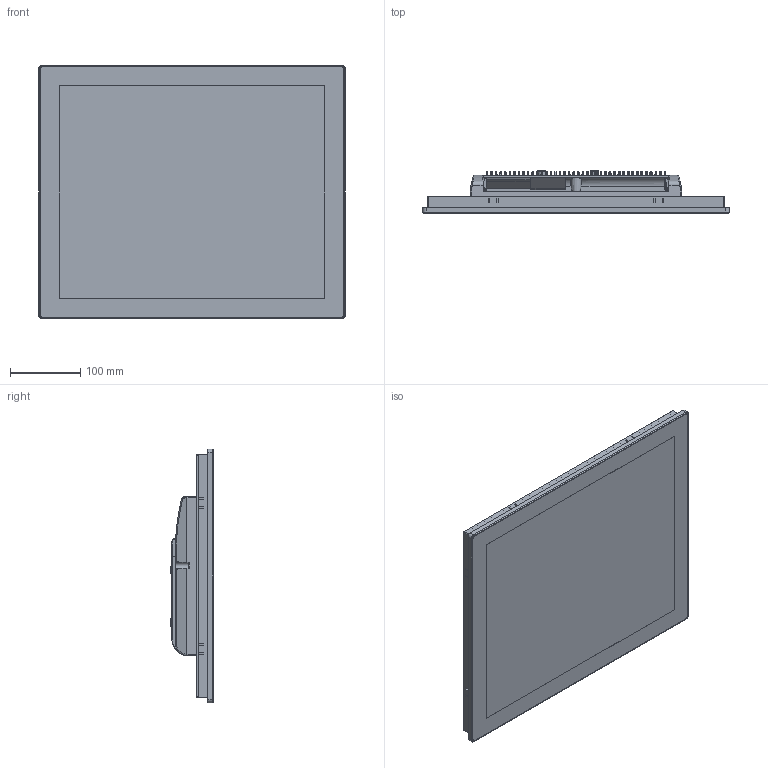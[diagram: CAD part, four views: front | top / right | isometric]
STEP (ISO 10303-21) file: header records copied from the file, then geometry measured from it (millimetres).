
FILE_DESCRIPTION (( 'STEP AP214' ), '1' );
FILE_NAME ('IFC-519R.STEP', '2025-03-03T09:11:03', ( '' ), ( '' ), 'SwSTEP 2.0', 'SolidWorks 2024', '' );
FILE_SCHEMA (( 'AUTOMOTIVE_DESIGN' ));
Length unit declared in the file: millimetre
Products named in the file (1): IFC-519R
Bounding box: 437.27 x 60.3 x 361.27 mm (x, y, z)
Surface area: 654330.9 mm2 (no closed solid volume)
Topology: 0 solids, 16 shells, 2081 faces, 5728 edges, 3615 vertices
Faces by surface type: plane 831, cylinder 799, bspline 416, cone 35
Entity records: 100773 total; most frequent: CARTESIAN_POINT 57404, ORIENTED_EDGE 10850, EDGE_CURVE 5724, DIRECTION 5674, VERTEX_POINT 3615, B_SPLINE_CURVE_WITH_KNOTS 3435, EDGE_LOOP 2155, ADVANCED_FACE 2081
